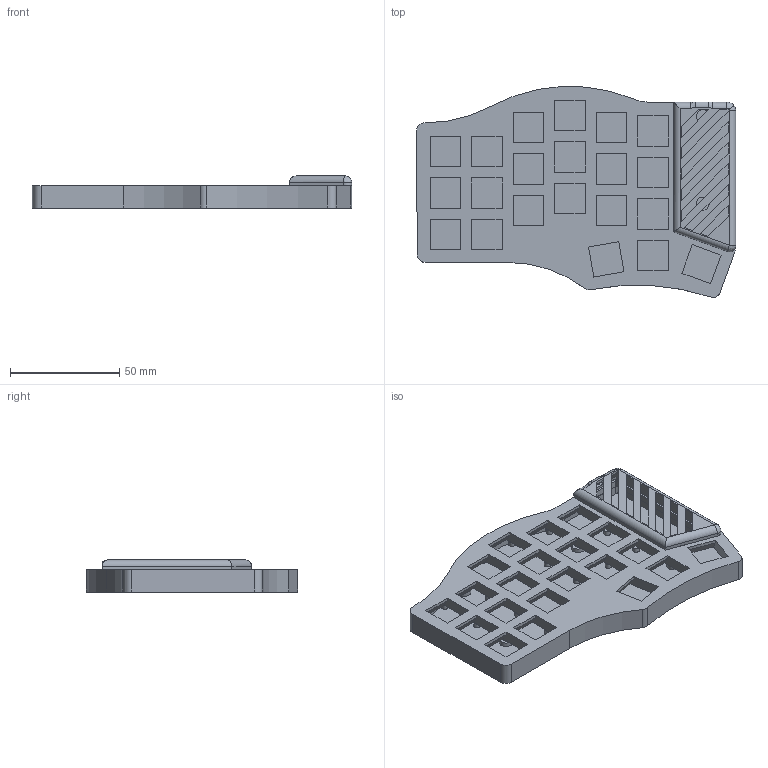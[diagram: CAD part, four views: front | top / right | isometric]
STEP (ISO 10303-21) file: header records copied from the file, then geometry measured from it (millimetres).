
FILE_DESCRIPTION(('FreeCAD Model'),'2;1');
FILE_NAME('Open CASCADE Shape Model','2024-05-18T13:41:26',(''),(''), 'Open CASCADE STEP processor 7.6','FreeCAD','Unknown');
FILE_SCHEMA(('AUTOMOTIVE_DESIGN { 1 0 10303 214 1 1 1 1 }'));
Length unit declared in the file: millimetre
Products named in the file (4): Dedekind_MX_case; Bottom; Plate; MCU Cover
Assembly tree (3 placements, depth 2):
  Dedekind_MX_case
    Bottom
    Plate
    MCU Cover
Bounding box: 146.5 x 96.8 x 14.7 mm (x, y, z)
Volume: 53478.8 mm3; surface area: 51977.9 mm2
Topology: 3 solids, 3 shells, 359 faces, 1018 edges, 699 vertices
Faces by surface type: plane 255, cylinder 93, cone 5, bspline 4, revolution 2
Full cylindrical faces by diameter (mm): 2 x5, 2.9 x5, 3 x29, 6 x7
Entity records: 12458 total; most frequent: CARTESIAN_POINT 2682, ORIENTED_EDGE 2034, DIRECTION 1915, EDGE_CURVE 1017, LINE 811, VECTOR 811, VERTEX_POINT 699, AXIS2_PLACEMENT_3D 551
